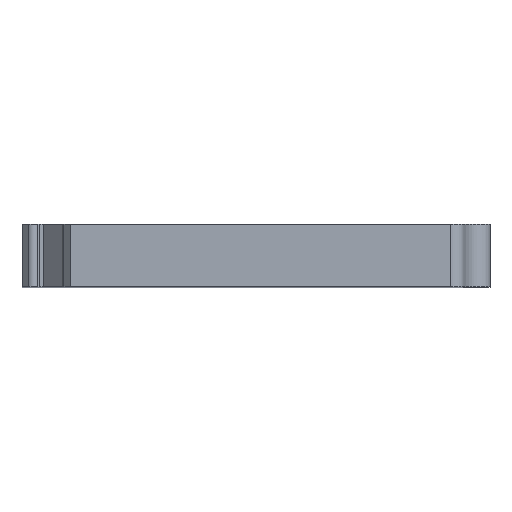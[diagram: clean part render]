
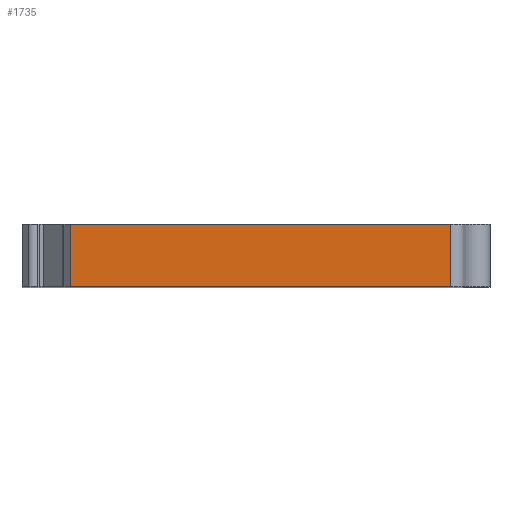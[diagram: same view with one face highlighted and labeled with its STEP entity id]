
A CAD part, top view. The second image highlights one B-rep face of the part: STEP entity #1735.
In plain terms, the highlighted planar face has unit normal (0, 0, 1).
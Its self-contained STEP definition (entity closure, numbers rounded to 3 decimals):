
#20=PLANE('',#1841);
#76=LINE('',#2533,#271);
#77=LINE('',#2535,#272);
#78=LINE('',#2537,#273);
#79=LINE('',#2539,#274);
#271=VECTOR('',#2010,1000.);
#272=VECTOR('',#2013,1000.);
#273=VECTOR('',#2014,1000.);
#274=VECTOR('',#2015,1000.);
#469=ORIENTED_EDGE('',*,*,#1003,.F.);
#470=ORIENTED_EDGE('',*,*,#1002,.F.);
#471=ORIENTED_EDGE('',*,*,#1004,.T.);
#472=ORIENTED_EDGE('',*,*,#1005,.T.);
#1002=EDGE_CURVE('',#1269,#1267,#76,.T.);
#1003=EDGE_CURVE('',#1267,#1270,#77,.T.);
#1004=EDGE_CURVE('',#1269,#1271,#78,.T.);
#1005=EDGE_CURVE('',#1271,#1270,#79,.T.);
#1267=VERTEX_POINT('',#2528);
#1269=VERTEX_POINT('',#2532);
#1270=VERTEX_POINT('',#2536);
#1271=VERTEX_POINT('',#2538);
#1517=EDGE_LOOP('',(#469,#470,#471,#472));
#1608=FACE_BOUND('',#1517,.T.);
#1735=ADVANCED_FACE('',(#1608),#20,.T.);
#1841=AXIS2_PLACEMENT_3D('',#2534,#2011,#2012);
#2010=DIRECTION('',(0.,-1.,0.));
#2011=DIRECTION('',(0.,0.,1.));
#2012=DIRECTION('',(1.,0.,0.));
#2013=DIRECTION('',(-1.,0.,0.));
#2014=DIRECTION('',(-1.,0.,0.));
#2015=DIRECTION('',(0.,-1.,0.));
#2528=CARTESIAN_POINT('',(22.253,0.,32.776));
#2532=CARTESIAN_POINT('',(22.253,7.15,32.776));
#2533=CARTESIAN_POINT('',(22.253,7.15,32.776));
#2534=CARTESIAN_POINT('',(22.253,7.15,32.776));
#2535=CARTESIAN_POINT('',(22.253,0.,32.776));
#2536=CARTESIAN_POINT('',(-21.258,0.,32.776));
#2537=CARTESIAN_POINT('',(22.253,7.15,32.776));
#2538=CARTESIAN_POINT('',(-21.258,7.15,32.776));
#2539=CARTESIAN_POINT('',(-21.258,7.15,32.776));
